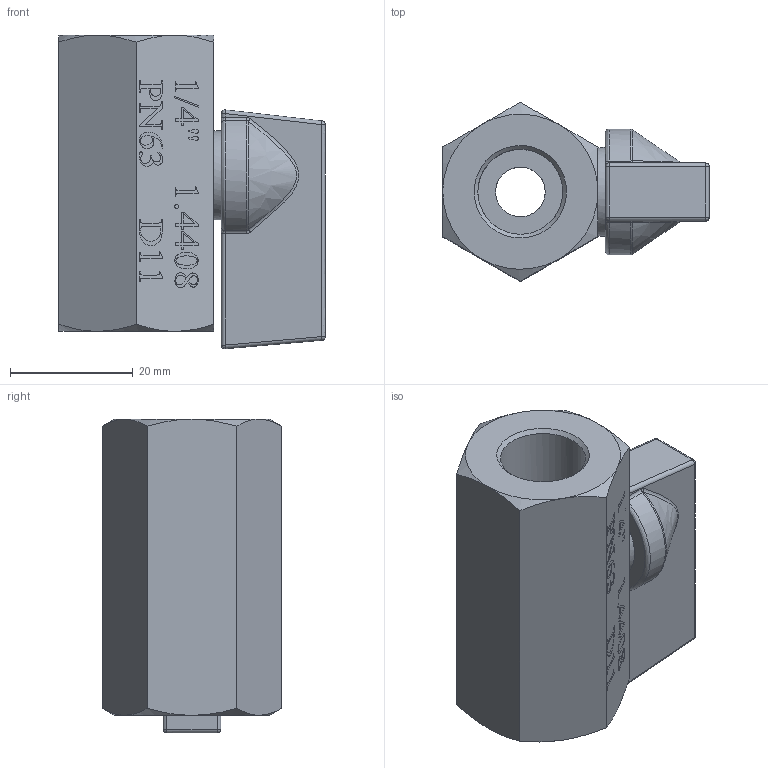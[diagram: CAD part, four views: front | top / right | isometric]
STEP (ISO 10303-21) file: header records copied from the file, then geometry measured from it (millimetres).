
FILE_DESCRIPTION(('FreeCAD Model'),'2;1');
FILE_NAME('Open CASCADE Shape Model','2025-05-04T01:18:38',('FreeCAD'),( 'FreeCAD'),'Open CASCADE STEP processor 7.6','FreeCAD','Unknown');
FILE_SCHEMA(('AUTOMOTIVE_DESIGN { 1 0 10303 214 1 1 1 1 }'));
Length unit declared in the file: millimetre
Products named in the file (1): Open CASCADE STEP translator 7.6 1
Bounding box: 43.32 x 29.12 x 50.99 mm (x, y, z)
Volume: 28461.1 mm3; surface area: 9429 mm2
Topology: 2 solids, 2 shells, 113 faces, 442 edges, 364 vertices
Faces by surface type: bspline 113
Entity records: 5214 total; most frequent: CARTESIAN_POINT 2716, ORIENTED_EDGE 884, EDGE_CURVE 442, VERTEX_POINT 364, B_SPLINE_CURVE_WITH_KNOTS 329, FACE_BOUND 146, EDGE_LOOP 146, ADVANCED_FACE 113
